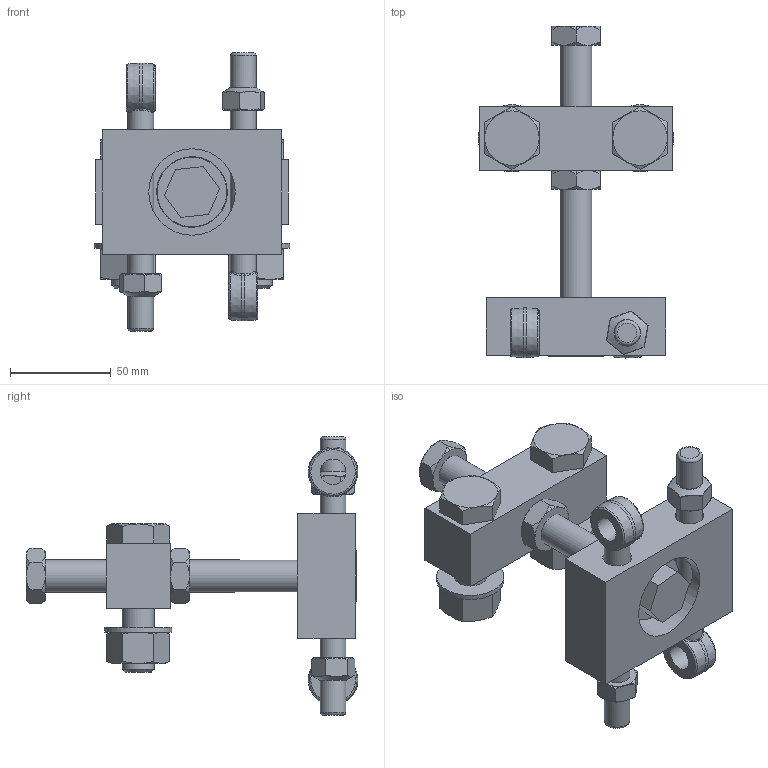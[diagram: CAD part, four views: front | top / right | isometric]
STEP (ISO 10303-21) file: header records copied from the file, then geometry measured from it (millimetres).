
FILE_DESCRIPTION((''),'2;1');
FILE_NAME('25465 ETA-8 ADJUSABLE BLOCK HANGER.stp','2011-05-27T12:00:46',('jholman'),(''),'Autodesk Inventor 2011','Autodesk Inventor 2011','');
FILE_SCHEMA(('AUTOMOTIVE_DESIGN { 1 0 10303 214 1 1 1 1 }'));
Length unit declared in the file: inch
Products named in the file (13): 3D118CG4C.iam (LevelofDetail1); 3D11U8F4D.iam (~1); 3D11N7F4A; 3D11BOD4B; 3D11GIB4B; 3D1139B4B; 3D11JIB4A; 3D1104B4A; Heavy Hex Structural Bolt - Inch 5/8-11 UNC - 2.5; Heavy Hex Nut - Inch 5/8 - 11; Type A - Plain Washer (Inch) 5/8 - narrow - Type A; 3D115FD4B; Prevailing Torque Type Hex Nut - UNC (Regular Thread - Inch)  (IFI) 1/2 - 13 Metal Type
Assembly tree (18 placements, depth 3):
  3D118CG4C.iam (LevelofDetail1)
    3D11U8F4D.iam (~1)
      3D11N7F4A
      3D11BOD4B
      3D11GIB4B
      3D1139B4B
      3D11JIB4A
      3D1104B4A  x2
      Heavy Hex Structural Bolt - Inch 5/8-11 UNC - 2.5  x2
      Heavy Hex Nut - Inch 5/8 - 11  x2
      Type A - Plain Washer (Inch) 5/8 - narrow - Type A  x2
      3D115FD4B  x2
      Prevailing Torque Type Hex Nut - UNC (Regular Thread - Inch)  (IFI) 1/2 - 13 Metal Type  x2
Bounding box: 96.82 x 164.38 x 138.11 mm (x, y, z)
Volume: 330480.8 mm3; surface area: 97046.2 mm2
Topology: 17 solids, 17 shells, 413 faces, 944 edges, 508 vertices
Faces by surface type: cone 111, plane 103, bspline 101, cylinder 52, sphere 26, torus 20
Full cylindrical faces by diameter (mm): 3.969 x1, 10.592 x2, 12.7 x4, 13.386 x3, 14.288 x2, 15.875 x3, 16.307 x2, 16.662 x2, 16.669 x2, 17.463 x1, 19.844 x1, 22.009 x1, 24.289 x2, 33.325 x2, 34.925 x1, 42.863 x1
Entity records: 8110 total; most frequent: CARTESIAN_POINT 3108, DIRECTION 958, ORIENTED_EDGE 904, EDGE_CURVE 452, AXIS2_PLACEMENT_3D 431, EDGE_LOOP 308, VERTEX_POINT 280, FACE_OUTER_BOUND 235
